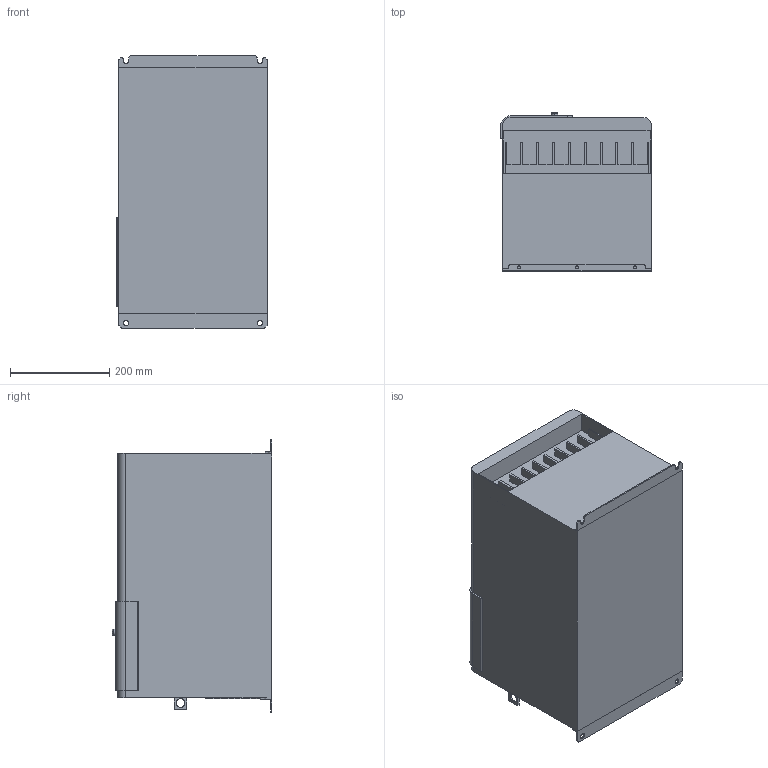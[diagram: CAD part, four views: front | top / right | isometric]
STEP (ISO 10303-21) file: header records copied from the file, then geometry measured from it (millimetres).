
FILE_DESCRIPTION (( 'STEP AP214' ), '1' );
FILE_NAME ('M680-33E37-45IP20_Ïðåîáðàçîâàòåëü ÷àñòîòû M680 380Â, 3Ô 37 - 45 kW 75-92A ñåðèè ONI.STEP', '2019-02-28T14:11:20', ( '' ), ( '' ), 'SwSTEP 2.0', 'SolidWorks 2014', '' );
FILE_SCHEMA (( 'AUTOMOTIVE_DESIGN' ));
Length unit declared in the file: millimetre
Products named in the file (2): M680-33E37-45IP20_Ïðåîáðàçîâàòåëü ÷àñòîòû  M680 380Â, 3Ô 37 - 45 kW 75-92A ñåðèè ONI
Bounding box: 304 x 322.7 x 550 mm (x, y, z)
Volume: 45334126.7 mm3; surface area: 885473.1 mm2
Topology: 1 solids, 1 shells, 636 faces, 1639 edges, 1092 vertices
Faces by surface type: plane 331, cylinder 283, bspline 22
Entity records: 26818 total; most frequent: CARTESIAN_POINT 3765, DIRECTION 3437, ORIENTED_EDGE 3278, EDGE_CURVE 1639, AXIS2_PLACEMENT_3D 1204, VERTEX_POINT 1092, LINE 1029, VECTOR 1029
